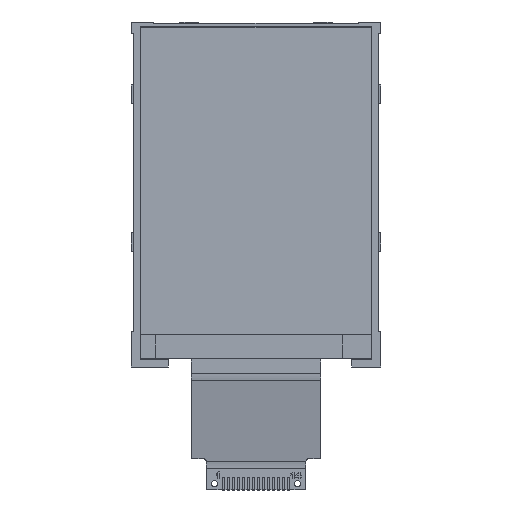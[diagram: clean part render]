
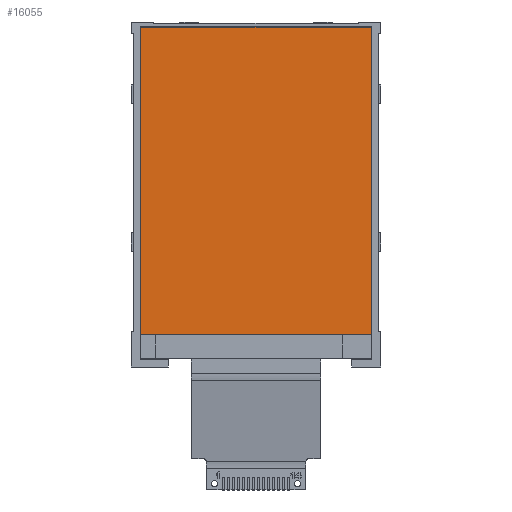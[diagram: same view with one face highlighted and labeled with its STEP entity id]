
A CAD part, top view. The second image highlights one B-rep face of the part: STEP entity #16055.
In plain terms, the highlighted planar face has unit normal (0, 0, 1).
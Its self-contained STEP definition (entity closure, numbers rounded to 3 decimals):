
#1144=LINE('',#27963,#2095);
#1147=LINE('',#27969,#2098);
#1150=LINE('',#27975,#2101);
#1153=LINE('',#27980,#2104);
#2095=VECTOR('',#18755,1000.);
#2098=VECTOR('',#18760,1000.);
#2101=VECTOR('',#18765,1000.);
#2104=VECTOR('',#18770,1000.);
#5407=ORIENTED_EDGE('',*,*,#7060,.F.);
#5408=ORIENTED_EDGE('',*,*,#7069,.F.);
#5409=ORIENTED_EDGE('',*,*,#7066,.F.);
#5410=ORIENTED_EDGE('',*,*,#7063,.F.);
#7060=EDGE_CURVE('',#8176,#8177,#1144,.T.);
#7063=EDGE_CURVE('',#8177,#8179,#1147,.T.);
#7066=EDGE_CURVE('',#8179,#8181,#1150,.T.);
#7069=EDGE_CURVE('',#8181,#8176,#1153,.T.);
#8176=VERTEX_POINT('',#27962);
#8177=VERTEX_POINT('',#27964);
#8179=VERTEX_POINT('',#27970);
#8181=VERTEX_POINT('',#27976);
#9585=EDGE_LOOP('',(#5407,#5408,#5409,#5410));
#10316=FACE_BOUND('',#9585,.T.);
#10847=PLANE('',#16663);
#16055=ADVANCED_FACE('',(#10316),#10847,.F.);
#16663=AXIS2_PLACEMENT_3D('',#27981,#18771,#18772);
#18755=DIRECTION('',(0.,1.,0.));
#18760=DIRECTION('',(1.,0.,0.));
#18765=DIRECTION('',(0.,-1.,0.));
#18770=DIRECTION('',(-1.,0.,0.));
#18771=DIRECTION('',(0.,0.,-1.));
#18772=DIRECTION('',(-1.,0.,0.));
#27962=CARTESIAN_POINT('',(-18.445,-22.37,2.42));
#27963=CARTESIAN_POINT('',(-18.445,-22.37,2.42));
#27964=CARTESIAN_POINT('',(-18.445,26.755,2.42));
#27969=CARTESIAN_POINT('',(-18.445,26.755,2.42));
#27970=CARTESIAN_POINT('',(18.445,26.755,2.42));
#27975=CARTESIAN_POINT('',(18.445,26.755,2.42));
#27976=CARTESIAN_POINT('',(18.445,-22.37,2.42));
#27980=CARTESIAN_POINT('',(18.445,-22.37,2.42));
#27981=CARTESIAN_POINT('',(0.,0.,2.42));
